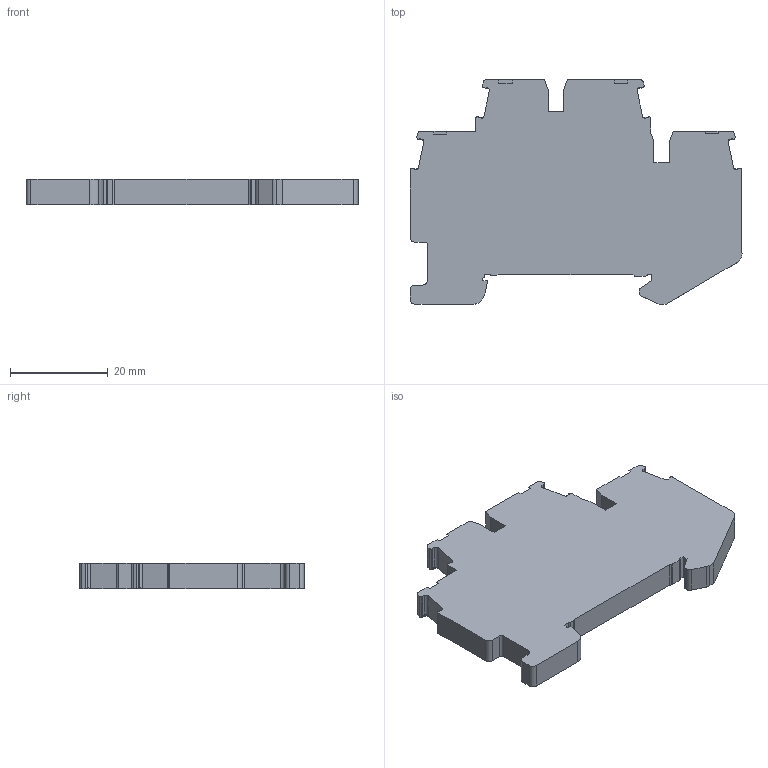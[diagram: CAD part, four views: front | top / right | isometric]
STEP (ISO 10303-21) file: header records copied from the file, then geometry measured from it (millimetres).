
FILE_DESCRIPTION((''),'2;1');
FILE_NAME('DSTTB2_5-PE-D-20180926','2018-11-29T',('Administrator'),(''),'PRO/ENGINEER BY PARAMETRIC TECHNOLOGY CORPORATION, 2008380','PRO/ENGINEER BY PARAMETRIC TECHNOLOGY CORPORATION, 2008380','');
FILE_SCHEMA(('CONFIG_CONTROL_DESIGN'));
Length unit declared in the file: millimetre
Products named in the file (1): DSTTB2_5-PE-D-20180926
Bounding box: 67.8 x 45.8 x 5.15 mm (x, y, z)
Volume: 12030.7 mm3; surface area: 6229.7 mm2
Topology: 1 solids, 2 shells, 208 faces, 602 edges, 402 vertices
Faces by surface type: plane 155, cylinder 53
Entity records: 6882 total; most frequent: CARTESIAN_POINT 1220, ORIENTED_EDGE 1204, DIRECTION 1156, EDGE_CURVE 602, VECTOR 460, LINE 460, VERTEX_POINT 402, AXIS2_PLACEMENT_3D 348
